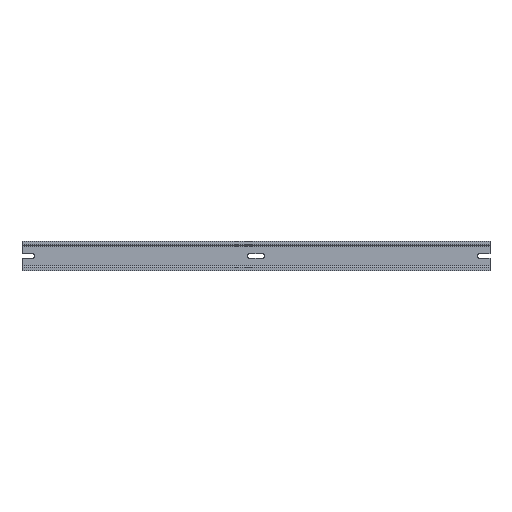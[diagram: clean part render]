
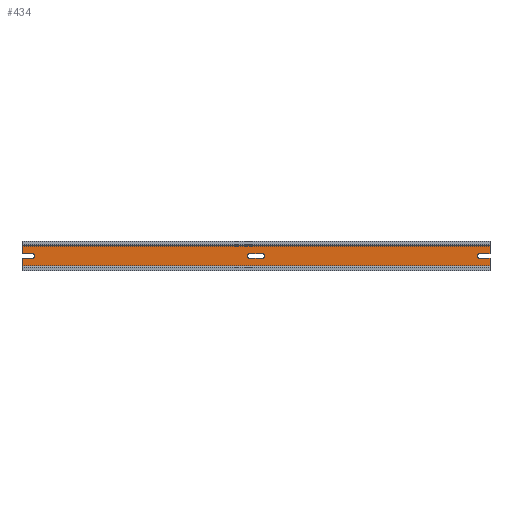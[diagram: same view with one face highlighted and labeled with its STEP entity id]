
A CAD part, top view. The second image highlights one B-rep face of the part: STEP entity #434.
In plain terms, the highlighted planar face has unit normal (0, 0, 1).
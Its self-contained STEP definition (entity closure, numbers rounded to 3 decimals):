
#302=AXIS2_PLACEMENT_3D('Circle Axis2P3D',#300,#301,$) ;
#323=AXIS2_PLACEMENT_3D('Plane Axis2P3D',#320,#321,#322) ;
#357=AXIS2_PLACEMENT_3D('Circle Axis2P3D',#355,#356,$) ;
#399=AXIS2_PLACEMENT_3D('Circle Axis2P3D',#397,#398,$) ;
#43=CARTESIAN_POINT('Vertex',(268.25,20.25,1.5)) ;
#57=CARTESIAN_POINT('Vertex',(282.75,20.25,1.5)) ;
#60=CARTESIAN_POINT('Line Origine',(275.5,20.25,1.5)) ;
#86=CARTESIAN_POINT('Control Point',(268.25,20.25,1.5)) ;
#87=CARTESIAN_POINT('Control Point',(267.386,20.25,1.5)) ;
#88=CARTESIAN_POINT('Control Point',(266.522,19.911,1.5)) ;
#89=CARTESIAN_POINT('Control Point',(265.839,19.228,1.5)) ;
#90=CARTESIAN_POINT('Control Point',(265.161,17.5,1.5)) ;
#91=CARTESIAN_POINT('Control Point',(265.839,15.772,1.5)) ;
#92=CARTESIAN_POINT('Control Point',(266.522,15.089,1.5)) ;
#93=CARTESIAN_POINT('Control Point',(267.386,14.75,1.5)) ;
#94=CARTESIAN_POINT('Control Point',(268.25,14.75,1.5)) ;
#95=CARTESIAN_POINT('Vertex',(268.25,14.75,1.5)) ;
#300=CARTESIAN_POINT('Axis2P3D Location',(282.75,17.5,1.5)) ;
#304=CARTESIAN_POINT('Vertex',(282.75,14.75,1.5)) ;
#320=CARTESIAN_POINT('Axis2P3D Location',(0.,29.,1.5)) ;
#325=CARTESIAN_POINT('Line Origine',(0.,10.375,1.5)) ;
#329=CARTESIAN_POINT('Vertex',(0.,14.75,1.5)) ;
#331=CARTESIAN_POINT('Vertex',(0.,6.,1.5)) ;
#334=CARTESIAN_POINT('Line Origine',(275.5,6.,1.5)) ;
#338=CARTESIAN_POINT('Vertex',(551.,6.,1.5)) ;
#341=CARTESIAN_POINT('Line Origine',(551.,10.375,1.5)) ;
#345=CARTESIAN_POINT('Vertex',(551.,14.75,1.5)) ;
#348=CARTESIAN_POINT('Line Origine',(544.875,14.75,1.5)) ;
#352=CARTESIAN_POINT('Vertex',(538.75,14.75,1.5)) ;
#355=CARTESIAN_POINT('Axis2P3D Location',(538.75,17.5,1.5)) ;
#359=CARTESIAN_POINT('Vertex',(538.75,20.25,1.5)) ;
#362=CARTESIAN_POINT('Line Origine',(544.875,20.25,1.5)) ;
#366=CARTESIAN_POINT('Vertex',(551.,20.25,1.5)) ;
#369=CARTESIAN_POINT('Line Origine',(551.,24.625,1.5)) ;
#373=CARTESIAN_POINT('Vertex',(551.,29.,1.5)) ;
#376=CARTESIAN_POINT('Line Origine',(275.5,29.,1.5)) ;
#380=CARTESIAN_POINT('Vertex',(0.,29.,1.5)) ;
#383=CARTESIAN_POINT('Line Origine',(0.,24.625,1.5)) ;
#387=CARTESIAN_POINT('Vertex',(0.,20.25,1.5)) ;
#390=CARTESIAN_POINT('Line Origine',(6.125,20.25,1.5)) ;
#394=CARTESIAN_POINT('Vertex',(12.25,20.25,1.5)) ;
#397=CARTESIAN_POINT('Axis2P3D Location',(12.25,17.5,1.5)) ;
#401=CARTESIAN_POINT('Vertex',(12.25,14.75,1.5)) ;
#404=CARTESIAN_POINT('Line Origine',(6.125,14.75,1.5)) ;
#423=CARTESIAN_POINT('Line Origine',(275.5,14.75,1.5)) ;
#61=DIRECTION('Vector Direction',(1.,0.,0.)) ;
#301=DIRECTION('Axis2P3D Direction',(0.,0.,1.)) ;
#321=DIRECTION('Axis2P3D Direction',(-0.,0.,1.)) ;
#322=DIRECTION('Axis2P3D XDirection',(0.,-1.,0.)) ;
#326=DIRECTION('Vector Direction',(0.,-1.,0.)) ;
#335=DIRECTION('Vector Direction',(1.,0.,0.)) ;
#342=DIRECTION('Vector Direction',(0.,-1.,0.)) ;
#349=DIRECTION('Vector Direction',(1.,0.,0.)) ;
#356=DIRECTION('Axis2P3D Direction',(-0.,0.,1.)) ;
#363=DIRECTION('Vector Direction',(1.,0.,0.)) ;
#370=DIRECTION('Vector Direction',(0.,-1.,0.)) ;
#377=DIRECTION('Vector Direction',(1.,0.,0.)) ;
#384=DIRECTION('Vector Direction',(0.,-1.,0.)) ;
#391=DIRECTION('Vector Direction',(-1.,0.,0.)) ;
#398=DIRECTION('Axis2P3D Direction',(-0.,0.,1.)) ;
#405=DIRECTION('Vector Direction',(-1.,0.,0.)) ;
#424=DIRECTION('Vector Direction',(-1.,0.,0.)) ;
#62=VECTOR('Line Direction',#61,1.) ;
#327=VECTOR('Line Direction',#326,1.) ;
#336=VECTOR('Line Direction',#335,1.) ;
#343=VECTOR('Line Direction',#342,1.) ;
#350=VECTOR('Line Direction',#349,1.) ;
#364=VECTOR('Line Direction',#363,1.) ;
#371=VECTOR('Line Direction',#370,1.) ;
#378=VECTOR('Line Direction',#377,1.) ;
#385=VECTOR('Line Direction',#384,1.) ;
#392=VECTOR('Line Direction',#391,1.) ;
#406=VECTOR('Line Direction',#405,1.) ;
#425=VECTOR('Line Direction',#424,1.) ;
#410=ORIENTED_EDGE('',*,*,#333,.T.) ;
#411=ORIENTED_EDGE('',*,*,#340,.T.) ;
#412=ORIENTED_EDGE('',*,*,#347,.F.) ;
#413=ORIENTED_EDGE('',*,*,#354,.F.) ;
#414=ORIENTED_EDGE('',*,*,#361,.F.) ;
#415=ORIENTED_EDGE('',*,*,#368,.T.) ;
#416=ORIENTED_EDGE('',*,*,#375,.F.) ;
#417=ORIENTED_EDGE('',*,*,#382,.F.) ;
#418=ORIENTED_EDGE('',*,*,#389,.T.) ;
#419=ORIENTED_EDGE('',*,*,#396,.F.) ;
#420=ORIENTED_EDGE('',*,*,#403,.F.) ;
#421=ORIENTED_EDGE('',*,*,#408,.T.) ;
#429=ORIENTED_EDGE('',*,*,#306,.F.) ;
#430=ORIENTED_EDGE('',*,*,#427,.T.) ;
#431=ORIENTED_EDGE('',*,*,#97,.F.) ;
#432=ORIENTED_EDGE('',*,*,#64,.T.) ;
#433=FACE_BOUND('',#428,.T.) ;
#434=ADVANCED_FACE('Rail',(#422,#433),#324,.T.) ;
#85=B_SPLINE_CURVE_WITH_KNOTS('',5,(#86,#87,#88,#89,#90,#91,#92,#93,#94),.UNSPECIFIED.,.F.,.U.,(6,3,6),(-4.32,0.,4.32),.UNSPECIFIED.) ;
#303=CIRCLE('generated circle',#302,2.75) ;
#358=CIRCLE('generated circle',#357,2.75) ;
#400=CIRCLE('generated circle',#399,2.75) ;
#64=EDGE_CURVE('',#44,#58,#63,.T.) ;
#97=EDGE_CURVE('',#44,#96,#85,.T.) ;
#306=EDGE_CURVE('',#305,#58,#303,.T.) ;
#333=EDGE_CURVE('',#330,#332,#328,.T.) ;
#340=EDGE_CURVE('',#332,#339,#337,.T.) ;
#347=EDGE_CURVE('',#346,#339,#344,.T.) ;
#354=EDGE_CURVE('',#353,#346,#351,.T.) ;
#361=EDGE_CURVE('',#360,#353,#358,.T.) ;
#368=EDGE_CURVE('',#360,#367,#365,.T.) ;
#375=EDGE_CURVE('',#374,#367,#372,.T.) ;
#382=EDGE_CURVE('',#381,#374,#379,.T.) ;
#389=EDGE_CURVE('',#381,#388,#386,.T.) ;
#396=EDGE_CURVE('',#395,#388,#393,.T.) ;
#403=EDGE_CURVE('',#402,#395,#400,.T.) ;
#408=EDGE_CURVE('',#402,#330,#407,.T.) ;
#427=EDGE_CURVE('',#305,#96,#426,.T.) ;
#409=EDGE_LOOP('',(#410,#411,#412,#413,#414,#415,#416,#417,#418,#419,#420,#421)) ;
#428=EDGE_LOOP('',(#429,#430,#431,#432)) ;
#422=FACE_OUTER_BOUND('',#409,.T.) ;
#63=LINE('Line',#60,#62) ;
#328=LINE('Line',#325,#327) ;
#337=LINE('Line',#334,#336) ;
#344=LINE('Line',#341,#343) ;
#351=LINE('Line',#348,#350) ;
#365=LINE('Line',#362,#364) ;
#372=LINE('Line',#369,#371) ;
#379=LINE('Line',#376,#378) ;
#386=LINE('Line',#383,#385) ;
#393=LINE('Line',#390,#392) ;
#407=LINE('Line',#404,#406) ;
#426=LINE('Line',#423,#425) ;
#324=PLANE('',#323) ;
#44=VERTEX_POINT('',#43) ;
#58=VERTEX_POINT('',#57) ;
#96=VERTEX_POINT('',#95) ;
#305=VERTEX_POINT('',#304) ;
#330=VERTEX_POINT('',#329) ;
#332=VERTEX_POINT('',#331) ;
#339=VERTEX_POINT('',#338) ;
#346=VERTEX_POINT('',#345) ;
#353=VERTEX_POINT('',#352) ;
#360=VERTEX_POINT('',#359) ;
#367=VERTEX_POINT('',#366) ;
#374=VERTEX_POINT('',#373) ;
#381=VERTEX_POINT('',#380) ;
#388=VERTEX_POINT('',#387) ;
#395=VERTEX_POINT('',#394) ;
#402=VERTEX_POINT('',#401) ;
